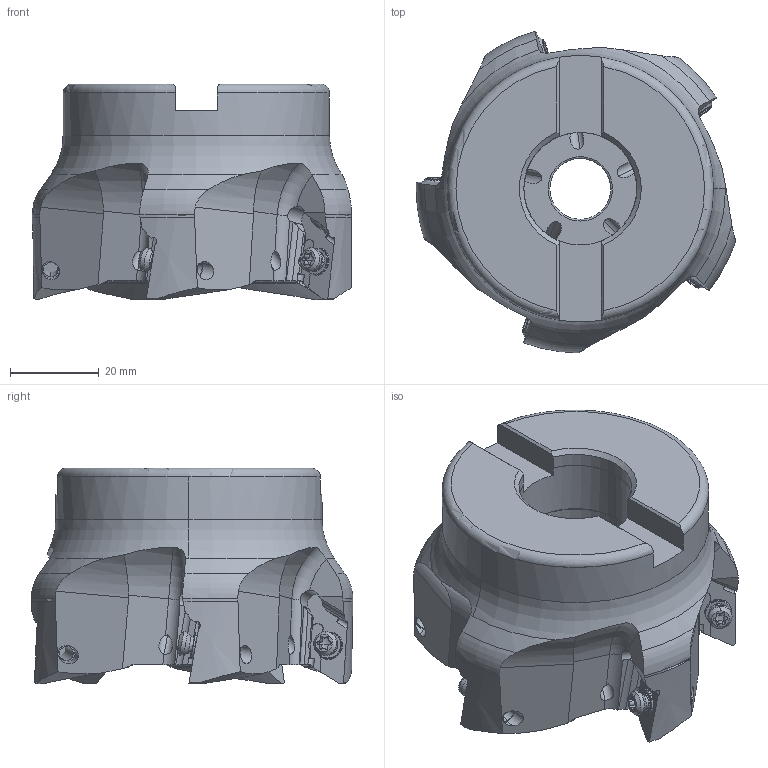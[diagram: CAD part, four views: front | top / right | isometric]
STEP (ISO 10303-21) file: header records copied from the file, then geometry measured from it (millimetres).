
FILE_DESCRIPTION(/* description */ (''),/* implementation_level */ '2;1');
FILE_NAME(/* name */ 'BXD4000R0305.stp',/* time_stamp */ '2021-09-08T11:40:29+09:00',/* author */ (''),/* organization */ (''),/* preprocessor_version */ 'ST-DEVELOPER v16',/* originating_system */ 'SIEMENS PLM Software NX 10.0',/* authorisation */ '');
FILE_SCHEMA (('AUTOMOTIVE_DESIGN { 1 0 10303 214 3 1 1 1 }'));
Length unit declared in the file: millimetre
Products named in the file (1): BXD4000R0305_ASM
Bounding box: 71.93 x 72.46 x 48.63 mm (x, y, z)
Volume: 113538.1 mm3; surface area: 22133 mm2
Topology: 6 solids, 6 shells, 508 faces, 1575 edges, 1098 vertices
Faces by surface type: cylinder 217, plane 143, cone 96, torus 42, sphere 10
Entity records: 22145 total; most frequent: CARTESIAN_POINT 7856, ORIENTED_EDGE 3130, DIRECTION 2883, EDGE_CURVE 1565, AXIS2_PLACEMENT_3D 1190, VERTEX_POINT 1071, CIRCLE 568, EDGE_LOOP 532
